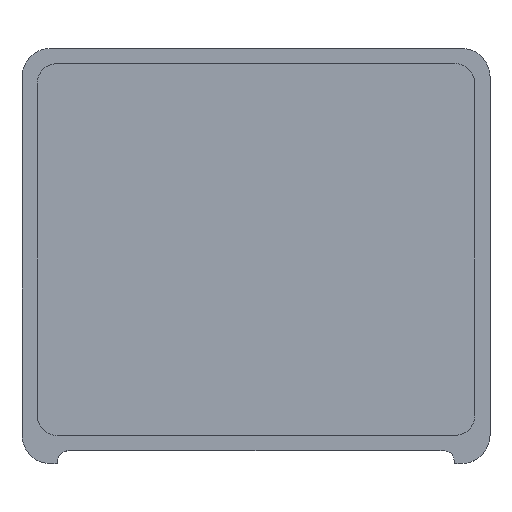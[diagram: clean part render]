
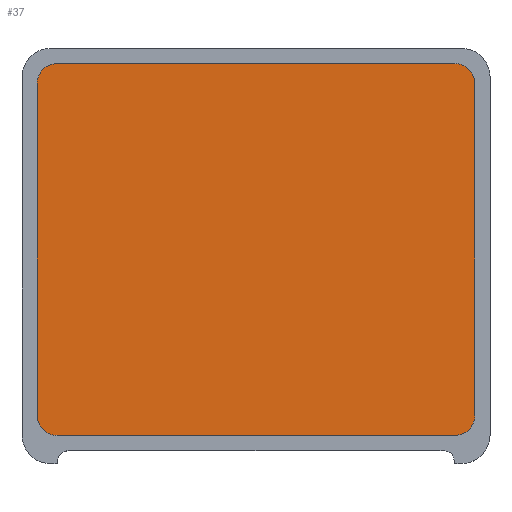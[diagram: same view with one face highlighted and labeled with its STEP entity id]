
A CAD part, top view. The second image highlights one B-rep face of the part: STEP entity #37.
In plain terms, the highlighted planar face has unit normal (0, 0, 1).
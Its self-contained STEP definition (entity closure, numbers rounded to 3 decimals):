
#37=ADVANCED_FACE('',(#60),#386,.T.);
#60=FACE_OUTER_BOUND('',#84,.T.);
#84=EDGE_LOOP('',(#197,#198,#199,#200,#201,#202,#203,#204));
#197=ORIENTED_EDGE('',*,*,#248,.T.);
#198=ORIENTED_EDGE('',*,*,#231,.T.);
#199=ORIENTED_EDGE('',*,*,#234,.T.);
#200=ORIENTED_EDGE('',*,*,#237,.T.);
#201=ORIENTED_EDGE('',*,*,#239,.T.);
#202=ORIENTED_EDGE('',*,*,#242,.T.);
#203=ORIENTED_EDGE('',*,*,#244,.T.);
#204=ORIENTED_EDGE('',*,*,#247,.T.);
#231=EDGE_CURVE('',#342,#341,#301,.T.);
#234=EDGE_CURVE('',#341,#343,#304,.T.);
#237=EDGE_CURVE('',#343,#344,#307,.T.);
#239=EDGE_CURVE('',#344,#345,#309,.T.);
#242=EDGE_CURVE('',#345,#346,#312,.T.);
#244=EDGE_CURVE('',#346,#347,#314,.T.);
#247=EDGE_CURVE('',#347,#348,#317,.T.);
#248=EDGE_CURVE('',#348,#342,#318,.T.);
#301=(
BOUNDED_CURVE()
B_SPLINE_CURVE(2,(#674,#675,#676),.UNSPECIFIED.,.F.,.F.)
B_SPLINE_CURVE_WITH_KNOTS((3,3),(939.427,947.281),
 .UNSPECIFIED.)
CURVE()
GEOMETRIC_REPRESENTATION_ITEM()
RATIONAL_B_SPLINE_CURVE((1.,0.707,1.))
REPRESENTATION_ITEM('')
);
#304=(
BOUNDED_CURVE()
B_SPLINE_CURVE(2,(#681,#682,#683),.UNSPECIFIED.,.F.,.F.)
B_SPLINE_CURVE_WITH_KNOTS((3,3),(947.281,1039.281),
 .UNSPECIFIED.)
CURVE()
GEOMETRIC_REPRESENTATION_ITEM()
RATIONAL_B_SPLINE_CURVE((1.,1.,1.))
REPRESENTATION_ITEM('')
);
#307=(
BOUNDED_CURVE()
B_SPLINE_CURVE(2,(#689,#690,#691),.UNSPECIFIED.,.F.,.F.)
B_SPLINE_CURVE_WITH_KNOTS((3,3),(1039.281,1047.135),
 .UNSPECIFIED.)
CURVE()
GEOMETRIC_REPRESENTATION_ITEM()
RATIONAL_B_SPLINE_CURVE((1.,0.707,1.))
REPRESENTATION_ITEM('')
);
#309=(
BOUNDED_CURVE()
B_SPLINE_CURVE(2,(#694,#695,#696),.UNSPECIFIED.,.F.,.F.)
B_SPLINE_CURVE_WITH_KNOTS((3,3),(1047.135,1123.885),
 .UNSPECIFIED.)
CURVE()
GEOMETRIC_REPRESENTATION_ITEM()
RATIONAL_B_SPLINE_CURVE((1.,1.,1.))
REPRESENTATION_ITEM('')
);
#312=(
BOUNDED_CURVE()
B_SPLINE_CURVE(2,(#702,#703,#704),.UNSPECIFIED.,.F.,.F.)
B_SPLINE_CURVE_WITH_KNOTS((3,3),(1123.885,1131.739),
 .UNSPECIFIED.)
CURVE()
GEOMETRIC_REPRESENTATION_ITEM()
RATIONAL_B_SPLINE_CURVE((1.,0.707,1.))
REPRESENTATION_ITEM('')
);
#314=(
BOUNDED_CURVE()
B_SPLINE_CURVE(2,(#707,#708,#709),.UNSPECIFIED.,.F.,.F.)
B_SPLINE_CURVE_WITH_KNOTS((3,3),(1131.739,1223.739),
 .UNSPECIFIED.)
CURVE()
GEOMETRIC_REPRESENTATION_ITEM()
RATIONAL_B_SPLINE_CURVE((1.,1.,1.))
REPRESENTATION_ITEM('')
);
#317=(
BOUNDED_CURVE()
B_SPLINE_CURVE(2,(#715,#716,#717),.UNSPECIFIED.,.F.,.F.)
B_SPLINE_CURVE_WITH_KNOTS((3,3),(1223.739,1231.593),
 .UNSPECIFIED.)
CURVE()
GEOMETRIC_REPRESENTATION_ITEM()
RATIONAL_B_SPLINE_CURVE((1.,0.707,1.))
REPRESENTATION_ITEM('')
);
#318=(
BOUNDED_CURVE()
B_SPLINE_CURVE(2,(#718,#719,#720),.UNSPECIFIED.,.F.,.F.)
B_SPLINE_CURVE_WITH_KNOTS((3,3),(1231.593,1308.343),
 .UNSPECIFIED.)
CURVE()
GEOMETRIC_REPRESENTATION_ITEM()
RATIONAL_B_SPLINE_CURVE((1.,1.,1.))
REPRESENTATION_ITEM('')
);
#341=VERTEX_POINT('',#581);
#342=VERTEX_POINT('',#582);
#343=VERTEX_POINT('',#583);
#344=VERTEX_POINT('',#584);
#345=VERTEX_POINT('',#585);
#346=VERTEX_POINT('',#586);
#347=VERTEX_POINT('',#587);
#348=VERTEX_POINT('',#588);
#386=PLANE('',#494);
#494=AXIS2_PLACEMENT_3D('',#564,#517,$);
#517=DIRECTION('',(0.,0.,1.));
#564=CARTESIAN_POINT('',(-114.671,60.992,6.));
#581=CARTESIAN_POINT('',(12.574,43.175,6.));
#582=CARTESIAN_POINT('',(17.274,38.475,6.));
#583=CARTESIAN_POINT('',(-79.426,43.175,6.));
#584=CARTESIAN_POINT('',(-84.126,38.475,6.));
#585=CARTESIAN_POINT('',(-84.126,-38.275,6.));
#586=CARTESIAN_POINT('',(-79.426,-42.975,6.));
#587=CARTESIAN_POINT('',(12.574,-42.975,6.));
#588=CARTESIAN_POINT('',(17.274,-38.275,6.));
#674=CARTESIAN_POINT('',(17.274,38.475,6.));
#675=CARTESIAN_POINT('',(17.274,43.175,6.));
#676=CARTESIAN_POINT('',(12.574,43.175,6.));
#681=CARTESIAN_POINT('',(12.574,43.175,6.));
#682=CARTESIAN_POINT('',(-33.426,43.175,6.));
#683=CARTESIAN_POINT('',(-79.426,43.175,6.));
#689=CARTESIAN_POINT('',(-79.426,43.175,6.));
#690=CARTESIAN_POINT('',(-84.126,43.175,6.));
#691=CARTESIAN_POINT('',(-84.126,38.475,6.));
#694=CARTESIAN_POINT('',(-84.126,38.475,6.));
#695=CARTESIAN_POINT('',(-84.126,0.1,6.));
#696=CARTESIAN_POINT('',(-84.126,-38.275,6.));
#702=CARTESIAN_POINT('',(-84.126,-38.275,6.));
#703=CARTESIAN_POINT('',(-84.126,-42.975,6.));
#704=CARTESIAN_POINT('',(-79.426,-42.975,6.));
#707=CARTESIAN_POINT('',(-79.426,-42.975,6.));
#708=CARTESIAN_POINT('',(-33.426,-42.975,6.));
#709=CARTESIAN_POINT('',(12.574,-42.975,6.));
#715=CARTESIAN_POINT('',(12.574,-42.975,6.));
#716=CARTESIAN_POINT('',(17.274,-42.975,6.));
#717=CARTESIAN_POINT('',(17.274,-38.275,6.));
#718=CARTESIAN_POINT('',(17.274,-38.275,6.));
#719=CARTESIAN_POINT('',(17.274,0.1,6.));
#720=CARTESIAN_POINT('',(17.274,38.475,6.));
